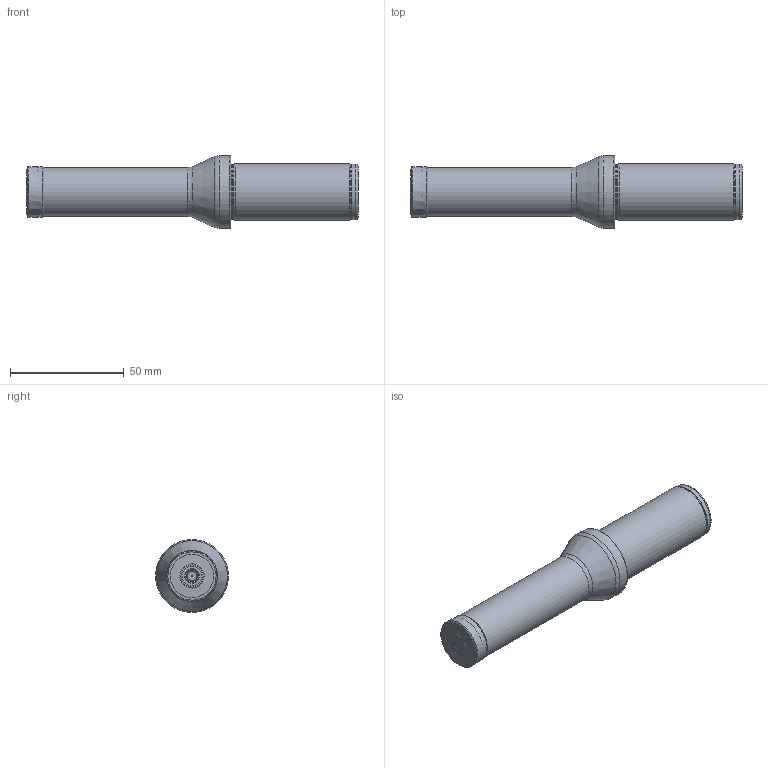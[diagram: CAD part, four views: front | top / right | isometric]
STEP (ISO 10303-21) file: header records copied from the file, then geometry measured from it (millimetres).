
FILE_DESCRIPTION(/* description */ (''),/* implementation_level */ '2;1');
FILE_NAME(/* name */ 'ATUM-22.5XD3-880-0403...stp',/* time_stamp */ '2023-11-29T00:54:41+03:00',/* author */ (''),/* organization */ (''),/* preprocessor_version */ 'ST-DEVELOPER v19.4',/* originating_system */ 'SIEMENS PLM Software NX2306.3001',/* authorisation */ '');
FILE_SCHEMA (('AUTOMOTIVE_DESIGN { 1 0 10303 214 3 1 1 1 }'));
Length unit declared in the file: millimetre
Products named in the file (1): STP_ATUM 22.5XD3 880-0403..
Bounding box: 146.01 x 32 x 32 mm (x, y, z)
Volume: 67634.2 mm3; surface area: 13228.9 mm2
Topology: 2 solids, 2 shells, 46 faces, 107 edges, 66 vertices
Faces by surface type: revolution 17, torus 8, cone 6, plane 5, cylinder 5, bspline 5
Full cylindrical faces by diameter (mm): 21.5 x1, 24.5 x2, 25 x1, 32 x1
Entity records: 1683 total; most frequent: CARTESIAN_POINT 896, DIRECTION 156, EDGE_LOOP 88, ORIENTED_EDGE 88, FACE_BOUND 84, AXIS2_PLACEMENT_3D 67, ADVANCED_FACE 46, VERTEX_POINT 44
